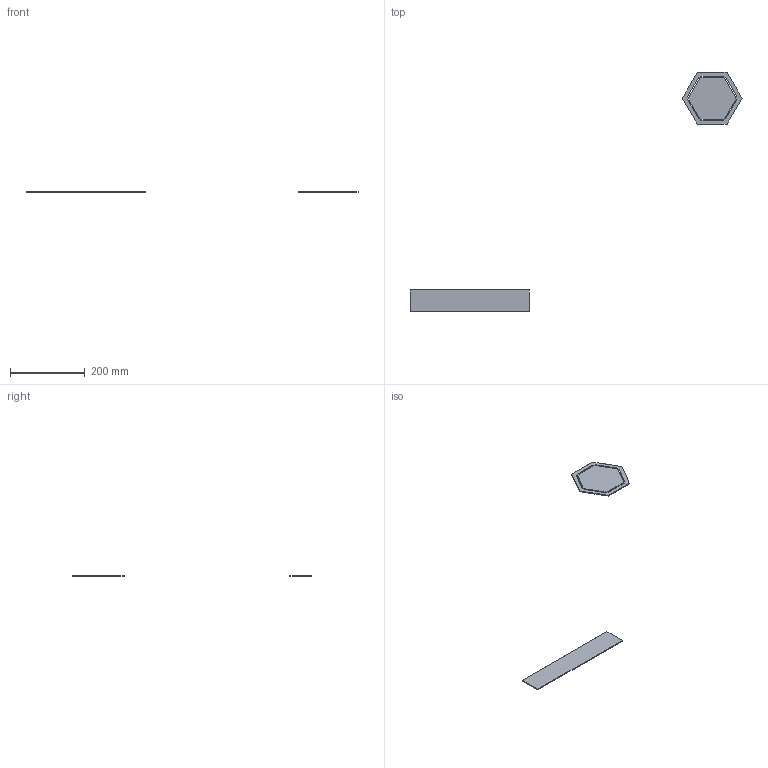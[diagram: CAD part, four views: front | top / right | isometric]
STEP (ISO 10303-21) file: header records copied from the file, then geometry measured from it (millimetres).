
FILE_DESCRIPTION( ( '' ), ' ' );
FILE_NAME( '5c63b1008752e318f9b7f0e0.step', '2019-02-13T05:54:09', ( '' ), ( '' ), ' ', ' ', ' ' );
FILE_SCHEMA( ( 'AUTOMOTIVE_DESIGN { 1 0 10303 214 1 1 1 1 }' ) );
Length unit declared in the file: metre
Products named in the file (2): Part 2; Part 1
Bounding box: 890.05 x 641.26 x 2.5 mm (x, y, z)
Volume: 84999.2 mm3; surface area: 72988.4 mm2
Topology: 2 solids, 2 shells, 38 faces, 102 edges, 68 vertices
Faces by surface type: plane 38
Entity records: 1520 total; most frequent: CARTESIAN_POINT 210, ORIENTED_EDGE 204, DIRECTION 182, EDGE_CURVE 102, LINE 102, VECTOR 102, VERTEX_POINT 68, EDGE_LOOP 50
